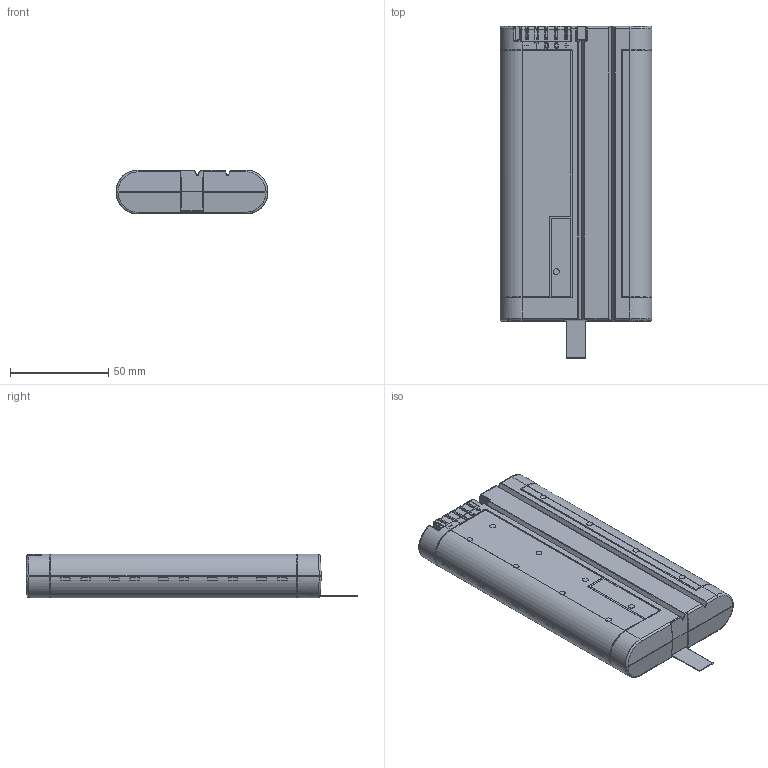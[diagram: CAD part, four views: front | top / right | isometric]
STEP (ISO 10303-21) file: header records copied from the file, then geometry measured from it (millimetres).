
FILE_DESCRIPTION(/* description */ (''),/* implementation_level */ '2;1');
FILE_NAME(/* name */ 'M3D_410148-05_Ay_RRC2054-2_Battery_Pack_Pre-Assembly_Envelope.stp',/* time_stamp */ '2017-09-21T13:56:57+02:00',/* author */ (''),/* organization */ (''),/* preprocessor_version */ 'ST-DEVELOPER v11',/* originating_system */ 'SIEMENS UGS NX 6.0',/* authorisation */ '');
FILE_SCHEMA (('AUTOMOTIVE_DESIGN { 1 0 10303 214 1 1 1 1 }'));
Length unit declared in the file: millimetre
Products named in the file (1): M3D_410148-05_Ay_RRC2054-2_Battery_Pack_Pre-Assembly_Envelope
Bounding box: 77.4 x 169.12 x 22.4 mm (x, y, z)
Surface area: 53689.5 mm2 (no closed solid volume)
Topology: 0 solids, 461 shells, 461 faces, 3109 edges, 3092 vertices
Faces by surface type: plane 228, cylinder 120, bspline 82, cone 14, torus 10, sphere 7
Entity records: 38215 total; most frequent: CARTESIAN_POINT 13378, DIRECTION 3742, ORIENTED_EDGE 3092, VERTEX_POINT 3092, EDGE_CURVE 3092, LINE 1894, VECTOR 1894, AXIS2_PLACEMENT_3D 924
